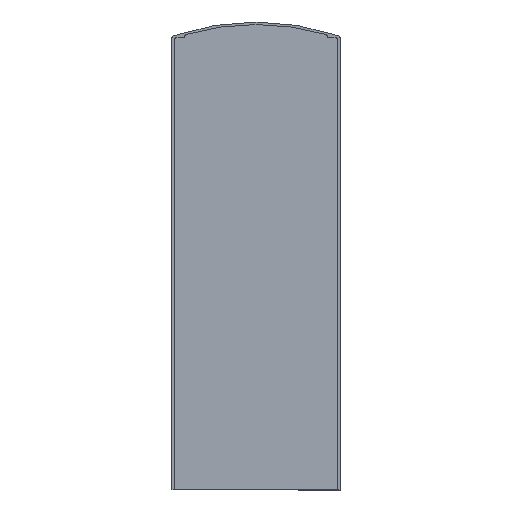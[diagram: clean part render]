
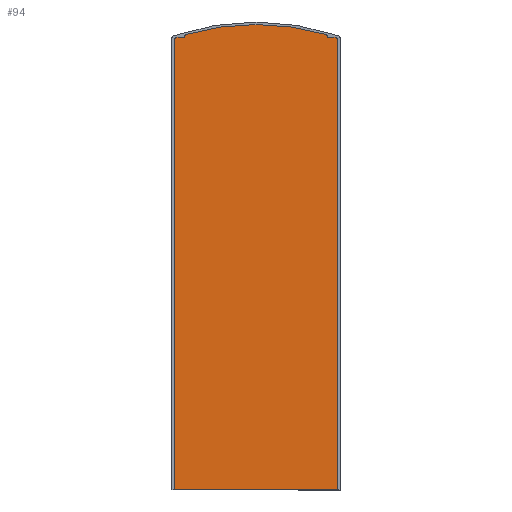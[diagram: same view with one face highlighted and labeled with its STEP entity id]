
A CAD part, top view. The second image highlights one B-rep face of the part: STEP entity #94.
In plain terms, the highlighted planar face has unit normal (0, 0, 1).
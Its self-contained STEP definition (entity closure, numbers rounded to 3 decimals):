
#1 = DIRECTION ( 'NONE',  ( 0., 0., -1. ) ) ;
#10 = CARTESIAN_POINT ( 'NONE',  ( -32.25, -55., 2. ) ) ;
#15 = DIRECTION ( 'NONE',  ( -1., 0., 0. ) ) ;
#22 = CIRCLE ( 'NONE', #342, 99. ) ;
#23 = LINE ( 'NONE', #436, #391 ) ;
#26 = DIRECTION ( 'NONE',  ( 0., 0., -1. ) ) ;
#34 = CARTESIAN_POINT ( 'NONE',  ( 32.25, -55., 2. ) ) ;
#37 = DIRECTION ( 'NONE',  ( 0., 1., 0. ) ) ;
#46 = PLANE ( 'NONE',  #194 ) ;
#55 = EDGE_LOOP ( 'NONE', ( #587, #537, #505, #324, #187, #487, #377, #176, #643, #533, #458, #345 ) ) ;
#56 = DIRECTION ( 'NONE',  ( -1., 0., 0. ) ) ;
#89 = CARTESIAN_POINT ( 'NONE',  ( -28.25, 124., 2. ) ) ;
#90 = EDGE_CURVE ( 'NONE', #569, #516, #254, .T. ) ;
#94 = ADVANCED_FACE ( 'NONE', ( #348 ), #46, .F. ) ;
#95 = CIRCLE ( 'NONE', #190, 1. ) ;
#104 = CIRCLE ( 'NONE', #443, 1. ) ;
#106 = VECTOR ( 'NONE', #37, 1000. ) ;
#114 = EDGE_CURVE ( 'NONE', #474, #569, #22, .T. ) ;
#125 = VERTEX_POINT ( 'NONE', #208 ) ;
#134 = VERTEX_POINT ( 'NONE', #666 ) ;
#139 = EDGE_CURVE ( 'NONE', #387, #331, #514, .T. ) ;
#141 = DIRECTION ( 'NONE',  ( 0., 1., 0. ) ) ;
#149 = DIRECTION ( 'NONE',  ( 0., 1., 0. ) ) ;
#157 = CIRCLE ( 'NONE', #540, 1. ) ;
#162 = CARTESIAN_POINT ( 'NONE',  ( -27.528, 125.096, 2. ) ) ;
#174 = DIRECTION ( 'NONE',  ( 1., 0., 0. ) ) ;
#176 = ORIENTED_EDGE ( 'NONE', *, *, #501, .F. ) ;
#184 = DIRECTION ( 'NONE',  ( 0., -1., 0. ) ) ;
#187 = ORIENTED_EDGE ( 'NONE', *, *, #336, .F. ) ;
#190 = AXIS2_PLACEMENT_3D ( 'NONE', #485, #26, #289 ) ;
#194 = AXIS2_PLACEMENT_3D ( 'NONE', #257, #459, #556 ) ;
#201 = CARTESIAN_POINT ( 'NONE',  ( 27.25, 124.135, 2. ) ) ;
#205 = EDGE_CURVE ( 'NONE', #125, #387, #598, .T. ) ;
#207 = VECTOR ( 'NONE', #576, 1000. ) ;
#208 = CARTESIAN_POINT ( 'NONE',  ( -31.25, 124., 2. ) ) ;
#220 = VERTEX_POINT ( 'NONE', #390 ) ;
#221 = EDGE_CURVE ( 'NONE', #331, #474, #157, .T. ) ;
#232 = VECTOR ( 'NONE', #149, 1000. ) ;
#248 = EDGE_CURVE ( 'NONE', #516, #523, #23, .T. ) ;
#254 = CIRCLE ( 'NONE', #538, 1. ) ;
#257 = CARTESIAN_POINT ( 'NONE',  ( -27.25, 124.135, 2. ) ) ;
#260 = CARTESIAN_POINT ( 'NONE',  ( -28.25, 124., 2. ) ) ;
#267 = DIRECTION ( 'NONE',  ( 0., 0., -1. ) ) ;
#273 = LINE ( 'NONE', #430, #552 ) ;
#282 = EDGE_CURVE ( 'NONE', #677, #125, #95, .T. ) ;
#289 = DIRECTION ( 'NONE',  ( -1., 0., 0. ) ) ;
#306 = LINE ( 'NONE', #512, #232 ) ;
#310 = CARTESIAN_POINT ( 'NONE',  ( -32.25, -55., 2. ) ) ;
#324 = ORIENTED_EDGE ( 'NONE', *, *, #282, .F. ) ;
#331 = VERTEX_POINT ( 'NONE', #675 ) ;
#336 = EDGE_CURVE ( 'NONE', #617, #677, #601, .T. ) ;
#342 = AXIS2_PLACEMENT_3D ( 'NONE', #463, #1, #619 ) ;
#343 = CARTESIAN_POINT ( 'NONE',  ( -32.25, 0., 2. ) ) ;
#345 = ORIENTED_EDGE ( 'NONE', *, *, #114, .F. ) ;
#348 = FACE_OUTER_BOUND ( 'NONE', #55, .T. ) ;
#360 = CARTESIAN_POINT ( 'NONE',  ( 27.528, 125.096, 2. ) ) ;
#362 = CARTESIAN_POINT ( 'NONE',  ( 28.25, 124., 2. ) ) ;
#367 = LINE ( 'NONE', #310, #207 ) ;
#370 = VERTEX_POINT ( 'NONE', #34 ) ;
#377 = ORIENTED_EDGE ( 'NONE', *, *, #412, .T. ) ;
#380 = VECTOR ( 'NONE', #495, 1000. ) ;
#387 = VERTEX_POINT ( 'NONE', #89 ) ;
#390 = CARTESIAN_POINT ( 'NONE',  ( 31.25, 124., 2. ) ) ;
#391 = VECTOR ( 'NONE', #184, 1000. ) ;
#397 = VECTOR ( 'NONE', #141, 1000. ) ;
#412 = EDGE_CURVE ( 'NONE', #370, #134, #306, .T. ) ;
#416 = CARTESIAN_POINT ( 'NONE',  ( 31.25, 123., 2. ) ) ;
#425 = CARTESIAN_POINT ( 'NONE',  ( 28.25, 124.135, 2. ) ) ;
#430 = CARTESIAN_POINT ( 'NONE',  ( 28.25, 124., 2. ) ) ;
#436 = CARTESIAN_POINT ( 'NONE',  ( 28.25, 124.135, 2. ) ) ;
#443 = AXIS2_PLACEMENT_3D ( 'NONE', #416, #267, #56 ) ;
#458 = ORIENTED_EDGE ( 'NONE', *, *, #90, .F. ) ;
#459 = DIRECTION ( 'NONE',  ( 0., 0., -1. ) ) ;
#463 = CARTESIAN_POINT ( 'NONE',  ( 0., 30., 2. ) ) ;
#474 = VERTEX_POINT ( 'NONE', #162 ) ;
#485 = CARTESIAN_POINT ( 'NONE',  ( -31.25, 123., 2. ) ) ;
#487 = ORIENTED_EDGE ( 'NONE', *, *, #508, .T. ) ;
#492 = CARTESIAN_POINT ( 'NONE',  ( -32.25, 123., 2. ) ) ;
#495 = DIRECTION ( 'NONE',  ( 1., 0., 0. ) ) ;
#501 = EDGE_CURVE ( 'NONE', #220, #134, #104, .T. ) ;
#505 = ORIENTED_EDGE ( 'NONE', *, *, #205, .F. ) ;
#508 = EDGE_CURVE ( 'NONE', #617, #370, #367, .T. ) ;
#512 = CARTESIAN_POINT ( 'NONE',  ( 32.25, 0., 2. ) ) ;
#514 = LINE ( 'NONE', #260, #106 ) ;
#516 = VERTEX_POINT ( 'NONE', #425 ) ;
#523 = VERTEX_POINT ( 'NONE', #362 ) ;
#533 = ORIENTED_EDGE ( 'NONE', *, *, #248, .F. ) ;
#537 = ORIENTED_EDGE ( 'NONE', *, *, #139, .F. ) ;
#538 = AXIS2_PLACEMENT_3D ( 'NONE', #201, #606, #670 ) ;
#540 = AXIS2_PLACEMENT_3D ( 'NONE', #545, #650, #15 ) ;
#545 = CARTESIAN_POINT ( 'NONE',  ( -27.25, 124.135, 2. ) ) ;
#552 = VECTOR ( 'NONE', #174, 1000. ) ;
#556 = DIRECTION ( 'NONE',  ( -1., 0., 0. ) ) ;
#569 = VERTEX_POINT ( 'NONE', #360 ) ;
#576 = DIRECTION ( 'NONE',  ( 1., 0., 0. ) ) ;
#587 = ORIENTED_EDGE ( 'NONE', *, *, #221, .F. ) ;
#598 = LINE ( 'NONE', #646, #380 ) ;
#601 = LINE ( 'NONE', #343, #397 ) ;
#606 = DIRECTION ( 'NONE',  ( 0., 0., -1. ) ) ;
#617 = VERTEX_POINT ( 'NONE', #10 ) ;
#619 = DIRECTION ( 'NONE',  ( -1., 0., 0. ) ) ;
#643 = ORIENTED_EDGE ( 'NONE', *, *, #644, .F. ) ;
#644 = EDGE_CURVE ( 'NONE', #523, #220, #273, .T. ) ;
#646 = CARTESIAN_POINT ( 'NONE',  ( -31.25, 124., 2. ) ) ;
#650 = DIRECTION ( 'NONE',  ( 0., 0., -1. ) ) ;
#666 = CARTESIAN_POINT ( 'NONE',  ( 32.25, 123., 2. ) ) ;
#670 = DIRECTION ( 'NONE',  ( -1., 0., 0. ) ) ;
#675 = CARTESIAN_POINT ( 'NONE',  ( -28.25, 124.135, 2. ) ) ;
#677 = VERTEX_POINT ( 'NONE', #492 ) ;
